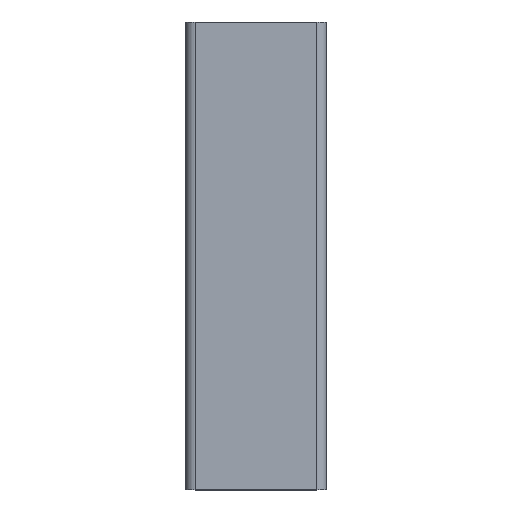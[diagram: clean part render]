
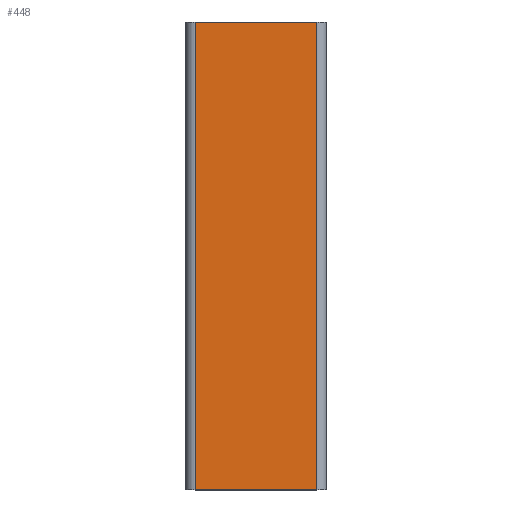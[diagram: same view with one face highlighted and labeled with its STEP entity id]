
A CAD part, top view. The second image highlights one B-rep face of the part: STEP entity #448.
In plain terms, the highlighted planar face has unit normal (0, 0, 1).
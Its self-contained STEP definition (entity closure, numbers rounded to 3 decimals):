
#448 = ADVANCED_FACE( '', ( #928 ), #929, .T. );
#928 = FACE_OUTER_BOUND( '', #1423, .T. );
#929 = PLANE( '', #1424 );
#1423 = EDGE_LOOP( '', ( #2867, #2868, #2869, #2870 ) );
#1424 = AXIS2_PLACEMENT_3D( '', #2871, #2872, #2873 );
#2867 = ORIENTED_EDGE( '', *, *, #3184, .F. );
#2868 = ORIENTED_EDGE( '', *, *, #3664, .F. );
#2869 = ORIENTED_EDGE( '', *, *, #3582, .T. );
#2870 = ORIENTED_EDGE( '', *, *, #3606, .T. );
#2871 = CARTESIAN_POINT( '', ( 13., 100., 15. ) );
#2872 = DIRECTION( '', ( 0., 0., 1. ) );
#2873 = DIRECTION( '', ( 0., -1., 0. ) );
#3184 = EDGE_CURVE( '', #3903, #3905, #3906, .T. );
#3582 = EDGE_CURVE( '', #4465, #4508, #4510, .T. );
#3606 = EDGE_CURVE( '', #4508, #3905, #4544, .T. );
#3664 = EDGE_CURVE( '', #4465, #3903, #4602, .T. );
#3903 = VERTEX_POINT( '', #4914 );
#3905 = VERTEX_POINT( '', #4916 );
#3906 = LINE( '', #4917, #4918 );
#4465 = VERTEX_POINT( '', #5669 );
#4508 = VERTEX_POINT( '', #5726 );
#4510 = LINE( '', #5728, #5729 );
#4544 = LINE( '', #5773, #5774 );
#4602 = LINE( '', #5852, #5853 );
#4914 = CARTESIAN_POINT( '', ( 13., 0., 15. ) );
#4916 = CARTESIAN_POINT( '', ( -13., 0., 15. ) );
#4917 = CARTESIAN_POINT( '', ( 13., 0., 15. ) );
#4918 = VECTOR( '', #6041, 1000. );
#5669 = CARTESIAN_POINT( '', ( 13., 100., 15. ) );
#5726 = CARTESIAN_POINT( '', ( -13., 100., 15. ) );
#5728 = CARTESIAN_POINT( '', ( 13., 100., 15. ) );
#5729 = VECTOR( '', #6587, 1000. );
#5773 = CARTESIAN_POINT( '', ( -13., 100., 15. ) );
#5774 = VECTOR( '', #6631, 1000. );
#5852 = CARTESIAN_POINT( '', ( 13., 100., 15. ) );
#5853 = VECTOR( '', #6652, 1000. );
#6041 = DIRECTION( '', ( -1., 0., 0. ) );
#6587 = DIRECTION( '', ( -1., 0., 0. ) );
#6631 = DIRECTION( '', ( 0., -1., 0. ) );
#6652 = DIRECTION( '', ( 0., -1., 0. ) );
